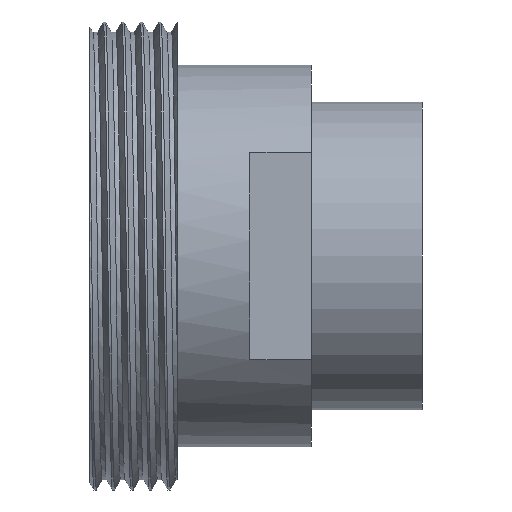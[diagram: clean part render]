
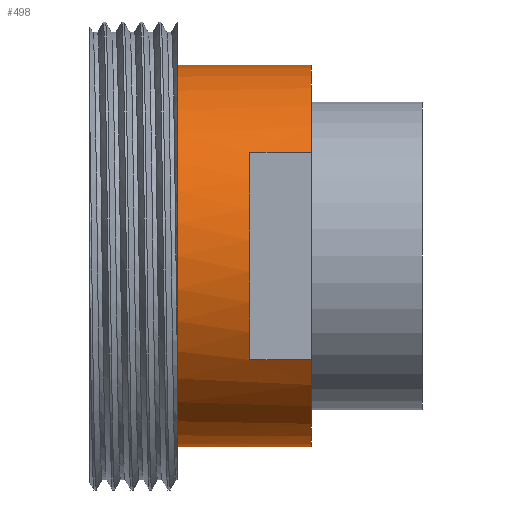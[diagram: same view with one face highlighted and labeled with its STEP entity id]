
A CAD part, front view. The second image highlights one B-rep face of the part: STEP entity #498.
In plain terms, the highlighted cylindrical face has radius 15.5 mm (diameter 31 mm), a partial arc.
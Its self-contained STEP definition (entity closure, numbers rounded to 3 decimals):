
#97 = AXIS2_PLACEMENT_3D ( 'NONE', #1570, #1899, #987 ) ;
#99 = CYLINDRICAL_SURFACE ( 'NONE', #341, 15.5 ) ;
#126 = ORIENTED_EDGE ( 'NONE', *, *, #1180, .F. ) ;
#135 = CARTESIAN_POINT ( 'NONE',  ( 10.5, 0., 15.5 ) ) ;
#156 = VECTOR ( 'NONE', #223, 1000. ) ;
#223 = DIRECTION ( 'NONE',  ( -1., 0., 0. ) ) ;
#234 = DIRECTION ( 'NONE',  ( -1., 0., 0. ) ) ;
#238 = VERTEX_POINT ( 'NONE', #135 ) ;
#252 = CIRCLE ( 'NONE', #494, 15.5 ) ;
#306 = VECTOR ( 'NONE', #1586, 1000. ) ;
#309 = ORIENTED_EDGE ( 'NONE', *, *, #803, .T. ) ;
#341 = AXIS2_PLACEMENT_3D ( 'NONE', #730, #234, #1581 ) ;
#462 = ORIENTED_EDGE ( 'NONE', *, *, #1580, .F. ) ;
#465 = VERTEX_POINT ( 'NONE', #951 ) ;
#494 = AXIS2_PLACEMENT_3D ( 'NONE', #572, #1924, #1184 ) ;
#498 = ADVANCED_FACE ( 'NONE', ( #1652 ), #99, .T. ) ;
#528 = DIRECTION ( 'NONE',  ( 0., 0., -1. ) ) ;
#572 = CARTESIAN_POINT ( 'NONE',  ( 10.5, 0., 0. ) ) ;
#574 = VERTEX_POINT ( 'NONE', #1013 ) ;
#638 = CIRCLE ( 'NONE', #1692, 15.5 ) ;
#672 = CARTESIAN_POINT ( 'NONE',  ( -0.406, 0., 15.5 ) ) ;
#693 = LINE ( 'NONE', #1131, #1613 ) ;
#704 = EDGE_CURVE ( 'NONE', #1688, #1807, #1745, .T. ) ;
#730 = CARTESIAN_POINT ( 'NONE',  ( -36.703, 0., 0. ) ) ;
#735 = CARTESIAN_POINT ( 'NONE',  ( -36.703, 0., 15.5 ) ) ;
#741 = VERTEX_POINT ( 'NONE', #672 ) ;
#747 = ORIENTED_EDGE ( 'NONE', *, *, #1866, .F. ) ;
#757 = LINE ( 'NONE', #1355, #850 ) ;
#803 = EDGE_CURVE ( 'NONE', #1571, #238, #1485, .T. ) ;
#817 = DIRECTION ( 'NONE',  ( 1., 0., 0. ) ) ;
#819 = EDGE_CURVE ( 'NONE', #574, #1688, #638, .T. ) ;
#850 = VECTOR ( 'NONE', #1160, 1000. ) ;
#864 = CARTESIAN_POINT ( 'NONE',  ( 5.5, -13., -8.441 ) ) ;
#890 = ORIENTED_EDGE ( 'NONE', *, *, #1068, .T. ) ;
#921 = ORIENTED_EDGE ( 'NONE', *, *, #1736, .T. ) ;
#922 = EDGE_LOOP ( 'NONE', ( #126, #890, #1525, #1276, #462, #309, #921, #747 ) ) ;
#951 = CARTESIAN_POINT ( 'NONE',  ( 10.5, 0., -15.5 ) ) ;
#987 = DIRECTION ( 'NONE',  ( 0., 0., 1. ) ) ;
#1013 = CARTESIAN_POINT ( 'NONE',  ( 5.5, -13., 8.441 ) ) ;
#1068 = EDGE_CURVE ( 'NONE', #465, #1807, #252, .T. ) ;
#1131 = CARTESIAN_POINT ( 'NONE',  ( -36.703, -13., 8.441 ) ) ;
#1160 = DIRECTION ( 'NONE',  ( -1., 0., 0. ) ) ;
#1162 = DIRECTION ( 'NONE',  ( -1., 0., 0. ) ) ;
#1180 = EDGE_CURVE ( 'NONE', #465, #1359, #757, .T. ) ;
#1184 = DIRECTION ( 'NONE',  ( 0., 0., 1. ) ) ;
#1276 = ORIENTED_EDGE ( 'NONE', *, *, #819, .F. ) ;
#1281 = AXIS2_PLACEMENT_3D ( 'NONE', #1436, #1162, #1782 ) ;
#1288 = CARTESIAN_POINT ( 'NONE',  ( -36.703, -13., -8.441 ) ) ;
#1292 = DIRECTION ( 'NONE',  ( -1., 0., 0. ) ) ;
#1305 = CIRCLE ( 'NONE', #1281, 15.5 ) ;
#1334 = LINE ( 'NONE', #735, #156 ) ;
#1355 = CARTESIAN_POINT ( 'NONE',  ( -36.703, 0., -15.5 ) ) ;
#1359 = VERTEX_POINT ( 'NONE', #1616 ) ;
#1436 = CARTESIAN_POINT ( 'NONE',  ( -0.406, 0., 0. ) ) ;
#1447 = CARTESIAN_POINT ( 'NONE',  ( 10.5, -13., -8.441 ) ) ;
#1485 = CIRCLE ( 'NONE', #97, 15.5 ) ;
#1525 = ORIENTED_EDGE ( 'NONE', *, *, #704, .F. ) ;
#1570 = CARTESIAN_POINT ( 'NONE',  ( 10.5, 0., 0. ) ) ;
#1571 = VERTEX_POINT ( 'NONE', #1898 ) ;
#1580 = EDGE_CURVE ( 'NONE', #1571, #574, #693, .T. ) ;
#1581 = DIRECTION ( 'NONE',  ( 0., 0., 1. ) ) ;
#1586 = DIRECTION ( 'NONE',  ( 1., 0., 0. ) ) ;
#1613 = VECTOR ( 'NONE', #1292, 1000. ) ;
#1616 = CARTESIAN_POINT ( 'NONE',  ( -0.406, 0., -15.5 ) ) ;
#1652 = FACE_OUTER_BOUND ( 'NONE', #922, .T. ) ;
#1688 = VERTEX_POINT ( 'NONE', #864 ) ;
#1692 = AXIS2_PLACEMENT_3D ( 'NONE', #1914, #817, #528 ) ;
#1736 = EDGE_CURVE ( 'NONE', #238, #741, #1334, .T. ) ;
#1745 = LINE ( 'NONE', #1288, #306 ) ;
#1782 = DIRECTION ( 'NONE',  ( 0., 0., 1. ) ) ;
#1807 = VERTEX_POINT ( 'NONE', #1447 ) ;
#1866 = EDGE_CURVE ( 'NONE', #1359, #741, #1305, .T. ) ;
#1898 = CARTESIAN_POINT ( 'NONE',  ( 10.5, -13., 8.441 ) ) ;
#1899 = DIRECTION ( 'NONE',  ( -1., 0., 0. ) ) ;
#1914 = CARTESIAN_POINT ( 'NONE',  ( 5.5, 0., 0. ) ) ;
#1924 = DIRECTION ( 'NONE',  ( -1., 0., 0. ) ) ;
